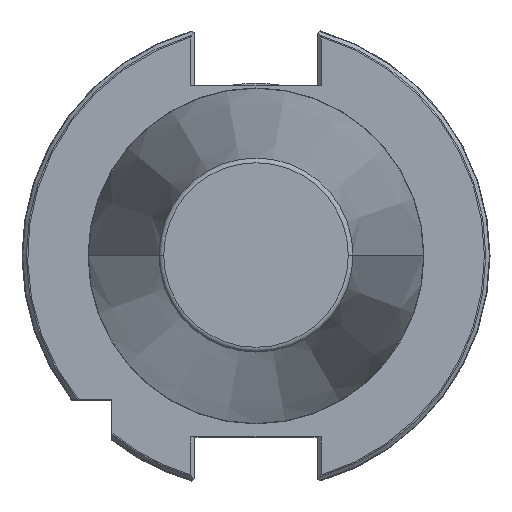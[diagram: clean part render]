
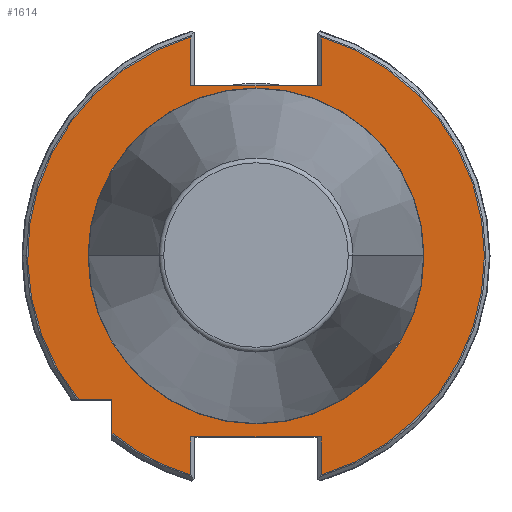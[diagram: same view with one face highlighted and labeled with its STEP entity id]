
A CAD part, top view. The second image highlights one B-rep face of the part: STEP entity #1614.
In plain terms, the highlighted planar face has unit normal (0, 0, 1).
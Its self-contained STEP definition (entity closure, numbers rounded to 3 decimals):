
#54 = VERTEX_POINT ( 'NONE', #965 ) ;
#55 = DIRECTION ( 'NONE',  ( 1., 0., 0. ) ) ;
#70 = EDGE_CURVE ( 'NONE', #1290, #1165, #2730, .T. ) ;
#106 = ORIENTED_EDGE ( 'NONE', *, *, #70, .T. ) ;
#113 = DIRECTION ( 'NONE',  ( 1., 0., 0. ) ) ;
#118 = EDGE_CURVE ( 'NONE', #1582, #295, #401, .T. ) ;
#148 = DIRECTION ( 'NONE',  ( 1., 0., 0. ) ) ;
#159 = DIRECTION ( 'NONE',  ( 1., 0., 0. ) ) ;
#192 = CARTESIAN_POINT ( 'NONE',  ( -13.55, 35.5, -3.2 ) ) ;
#198 = CARTESIAN_POINT ( 'NONE',  ( 13.55, -45.816, -3.2 ) ) ;
#212 = ORIENTED_EDGE ( 'NONE', *, *, #1454, .T. ) ;
#213 = EDGE_CURVE ( 'NONE', #909, #54, #3136, .T. ) ;
#223 = DIRECTION ( 'NONE',  ( 0., 0., 1. ) ) ;
#269 = CARTESIAN_POINT ( 'NONE',  ( 0., 0., -3.2 ) ) ;
#295 = VERTEX_POINT ( 'NONE', #192 ) ;
#355 = EDGE_CURVE ( 'NONE', #3308, #1588, #540, .T. ) ;
#361 = CARTESIAN_POINT ( 'NONE',  ( -36.936, -30., -3.2 ) ) ;
#372 = ORIENTED_EDGE ( 'NONE', *, *, #2953, .F. ) ;
#376 = ORIENTED_EDGE ( 'NONE', *, *, #1289, .T. ) ;
#379 = CARTESIAN_POINT ( 'NONE',  ( 47.584, 0., -3.2 ) ) ;
#393 = DIRECTION ( 'NONE',  ( 0., 0., 1. ) ) ;
#401 = LINE ( 'NONE', #1579, #1044 ) ;
#480 = DIRECTION ( 'NONE',  ( 1., 0., 0. ) ) ;
#513 = AXIS2_PLACEMENT_3D ( 'NONE', #3535, #1825, #159 ) ;
#523 = DIRECTION ( 'NONE',  ( 0., 0., 1. ) ) ;
#537 = AXIS2_PLACEMENT_3D ( 'NONE', #3430, #1728, #55 ) ;
#540 = CIRCLE ( 'NONE', #1347, 35. ) ;
#563 = LINE ( 'NONE', #931, #3476 ) ;
#565 = CARTESIAN_POINT ( 'NONE',  ( 35., 0., -3.2 ) ) ;
#609 = EDGE_CURVE ( 'NONE', #54, #2276, #661, .T. ) ;
#630 = VERTEX_POINT ( 'NONE', #1168 ) ;
#656 = ORIENTED_EDGE ( 'NONE', *, *, #1162, .F. ) ;
#661 = CIRCLE ( 'NONE', #537, 47.584 ) ;
#671 = VERTEX_POINT ( 'NONE', #361 ) ;
#682 = ORIENTED_EDGE ( 'NONE', *, *, #2362, .T. ) ;
#756 = EDGE_CURVE ( 'NONE', #1165, #1582, #2536, .T. ) ;
#759 = DIRECTION ( 'NONE',  ( 0., -1., 0. ) ) ;
#816 = DIRECTION ( 'NONE',  ( 1., 0., 0. ) ) ;
#905 = DIRECTION ( 'NONE',  ( -1., 0., 0. ) ) ;
#909 = VERTEX_POINT ( 'NONE', #1881 ) ;
#931 = CARTESIAN_POINT ( 'NONE',  ( -13.55, 45.816, -3.2 ) ) ;
#965 = CARTESIAN_POINT ( 'NONE',  ( -30., -36.936, -3.2 ) ) ;
#1028 = AXIS2_PLACEMENT_3D ( 'NONE', #269, #223, #113 ) ;
#1044 = VECTOR ( 'NONE', #905, 1000. ) ;
#1082 = CARTESIAN_POINT ( 'NONE',  ( 13.55, 35.5, -3.2 ) ) ;
#1162 = EDGE_CURVE ( 'NONE', #909, #671, #2145, .T. ) ;
#1165 = VERTEX_POINT ( 'NONE', #2001 ) ;
#1166 = FACE_BOUND ( 'NONE', #2094, .T. ) ;
#1168 = CARTESIAN_POINT ( 'NONE',  ( -13.55, 45.614, -3.2 ) ) ;
#1208 = CARTESIAN_POINT ( 'NONE',  ( 0., 0., -3.2 ) ) ;
#1257 = VECTOR ( 'NONE', #480, 1000. ) ;
#1287 = ORIENTED_EDGE ( 'NONE', *, *, #609, .T. ) ;
#1289 = EDGE_CURVE ( 'NONE', #630, #671, #2906, .T. ) ;
#1290 = VERTEX_POINT ( 'NONE', #379 ) ;
#1347 = AXIS2_PLACEMENT_3D ( 'NONE', #1208, #523, #1585 ) ;
#1379 = EDGE_CURVE ( 'NONE', #3437, #1290, #3128, .T. ) ;
#1396 = VECTOR ( 'NONE', #1736, 1000. ) ;
#1454 = EDGE_CURVE ( 'NONE', #2120, #3437, #1784, .T. ) ;
#1505 = VERTEX_POINT ( 'NONE', #2179 ) ;
#1579 = CARTESIAN_POINT ( 'NONE',  ( 0., 35.5, -3.2 ) ) ;
#1582 = VERTEX_POINT ( 'NONE', #1082 ) ;
#1585 = DIRECTION ( 'NONE',  ( 1., 0., 0. ) ) ;
#1588 = VERTEX_POINT ( 'NONE', #2481 ) ;
#1614 = ADVANCED_FACE ( 'NONE', ( #2579, #1166 ), #3077, .T. ) ;
#1626 = VECTOR ( 'NONE', #1892, 1000. ) ;
#1654 = AXIS2_PLACEMENT_3D ( 'NONE', #3523, #1813, #148 ) ;
#1672 = ORIENTED_EDGE ( 'NONE', *, *, #213, .T. ) ;
#1728 = DIRECTION ( 'NONE',  ( 0., 0., 1. ) ) ;
#1736 = DIRECTION ( 'NONE',  ( -1., 0., 0. ) ) ;
#1784 = LINE ( 'NONE', #198, #2947 ) ;
#1787 = VECTOR ( 'NONE', #2639, 1000. ) ;
#1813 = DIRECTION ( 'NONE',  ( 0., 0., 1. ) ) ;
#1825 = DIRECTION ( 'NONE',  ( 0., 0., 1. ) ) ;
#1856 = CARTESIAN_POINT ( 'NONE',  ( 0., -37.7, -3.2 ) ) ;
#1874 = ORIENTED_EDGE ( 'NONE', *, *, #756, .T. ) ;
#1881 = CARTESIAN_POINT ( 'NONE',  ( -30., -30., -3.2 ) ) ;
#1892 = DIRECTION ( 'NONE',  ( 0., -1., 0. ) ) ;
#1939 = ORIENTED_EDGE ( 'NONE', *, *, #1379, .T. ) ;
#2001 = CARTESIAN_POINT ( 'NONE',  ( 13.55, 45.614, -3.2 ) ) ;
#2059 = EDGE_CURVE ( 'NONE', #1505, #2120, #2856, .T. ) ;
#2060 = CARTESIAN_POINT ( 'NONE',  ( 0., 0., -3.2 ) ) ;
#2068 = DIRECTION ( 'NONE',  ( 0., 1., 0. ) ) ;
#2094 = EDGE_LOOP ( 'NONE', ( #2931, #372 ) ) ;
#2120 = VERTEX_POINT ( 'NONE', #2439 ) ;
#2145 = LINE ( 'NONE', #3440, #1396 ) ;
#2179 = CARTESIAN_POINT ( 'NONE',  ( -13.55, -37.7, -3.2 ) ) ;
#2212 = CARTESIAN_POINT ( 'NONE',  ( 0., 0., -3.2 ) ) ;
#2217 = CARTESIAN_POINT ( 'NONE',  ( -13.55, 0., -3.2 ) ) ;
#2218 = CIRCLE ( 'NONE', #1654, 35. ) ;
#2276 = VERTEX_POINT ( 'NONE', #3447 ) ;
#2302 = CARTESIAN_POINT ( 'NONE',  ( 13.55, -45.614, -3.2 ) ) ;
#2337 = DIRECTION ( 'NONE',  ( 1., 0., 0. ) ) ;
#2362 = EDGE_CURVE ( 'NONE', #295, #630, #563, .T. ) ;
#2439 = CARTESIAN_POINT ( 'NONE',  ( 13.55, -37.7, -3.2 ) ) ;
#2481 = CARTESIAN_POINT ( 'NONE',  ( -35., 0., -3.2 ) ) ;
#2495 = DIRECTION ( 'NONE',  ( 0., 0., 1. ) ) ;
#2501 = DIRECTION ( 'NONE',  ( 0., 1., 0. ) ) ;
#2536 = LINE ( 'NONE', #2927, #1787 ) ;
#2579 = FACE_OUTER_BOUND ( 'NONE', #3627, .T. ) ;
#2639 = DIRECTION ( 'NONE',  ( 0., -1., 0. ) ) ;
#2653 = EDGE_CURVE ( 'NONE', #2276, #1505, #2850, .T. ) ;
#2730 = CIRCLE ( 'NONE', #1028, 47.584 ) ;
#2837 = AXIS2_PLACEMENT_3D ( 'NONE', #2060, #393, #2337 ) ;
#2850 = LINE ( 'NONE', #2217, #2941 ) ;
#2856 = LINE ( 'NONE', #1856, #1257 ) ;
#2906 = CIRCLE ( 'NONE', #2837, 47.584 ) ;
#2927 = CARTESIAN_POINT ( 'NONE',  ( 13.55, 0., -3.2 ) ) ;
#2931 = ORIENTED_EDGE ( 'NONE', *, *, #355, .F. ) ;
#2941 = VECTOR ( 'NONE', #2501, 1000. ) ;
#2947 = VECTOR ( 'NONE', #759, 1000. ) ;
#2953 = EDGE_CURVE ( 'NONE', #1588, #3308, #2218, .T. ) ;
#3057 = ORIENTED_EDGE ( 'NONE', *, *, #2653, .T. ) ;
#3077 = PLANE ( 'NONE',  #3154 ) ;
#3128 = CIRCLE ( 'NONE', #513, 47.584 ) ;
#3136 = LINE ( 'NONE', #3188, #1626 ) ;
#3154 = AXIS2_PLACEMENT_3D ( 'NONE', #2212, #2495, #816 ) ;
#3188 = CARTESIAN_POINT ( 'NONE',  ( -30., -30., -3.2 ) ) ;
#3308 = VERTEX_POINT ( 'NONE', #565 ) ;
#3419 = ORIENTED_EDGE ( 'NONE', *, *, #2059, .T. ) ;
#3430 = CARTESIAN_POINT ( 'NONE',  ( 0., 0., -3.2 ) ) ;
#3437 = VERTEX_POINT ( 'NONE', #2302 ) ;
#3440 = CARTESIAN_POINT ( 'NONE',  ( -30., -30., -3.2 ) ) ;
#3447 = CARTESIAN_POINT ( 'NONE',  ( -13.55, -45.614, -3.2 ) ) ;
#3476 = VECTOR ( 'NONE', #2068, 1000. ) ;
#3523 = CARTESIAN_POINT ( 'NONE',  ( 0., 0., -3.2 ) ) ;
#3535 = CARTESIAN_POINT ( 'NONE',  ( 0., 0., -3.2 ) ) ;
#3627 = EDGE_LOOP ( 'NONE', ( #1672, #1287, #3057, #3419, #212, #1939, #106, #1874, #3650, #682, #376, #656 ) ) ;
#3650 = ORIENTED_EDGE ( 'NONE', *, *, #118, .T. ) ;
